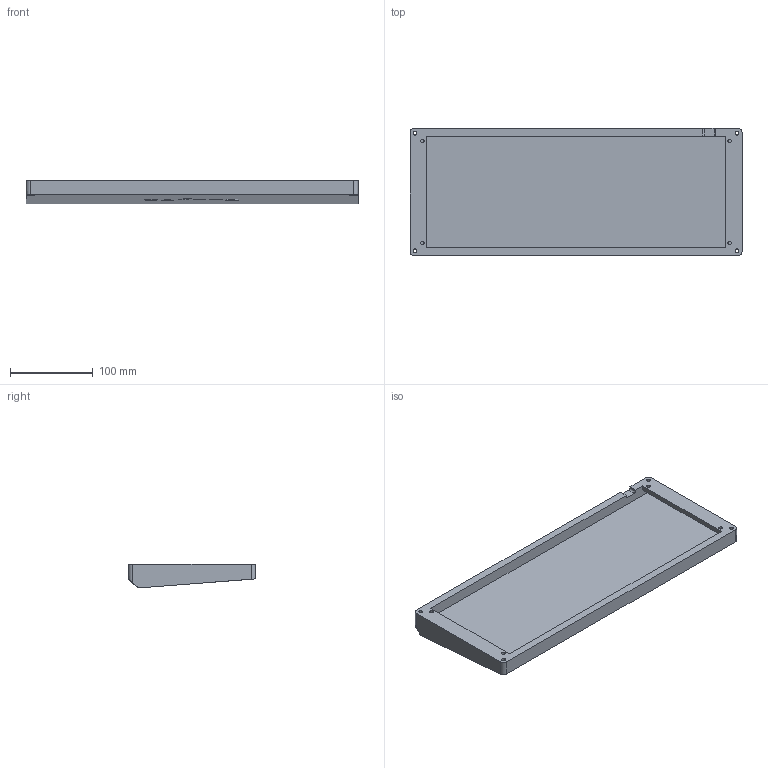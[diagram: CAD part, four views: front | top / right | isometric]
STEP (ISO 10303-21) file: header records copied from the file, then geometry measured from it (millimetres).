
FILE_DESCRIPTION(/* description */ ('STEP AP242','CAx-IF Rec.Pracs.---Representation and Presentation of Product Manufacturing Information (PMI)---4.0---2014-10-13','CAx-IF Rec.Pracs.---3D Tessellated Geometry---0.4---2014-09-14','2;1'),/* implementation_level */ '2;1');
FILE_NAME(/* name */ '68424beeca486b08203347af',/* time_stamp */ '2025-06-06T02:01:19Z',/* author */ (''),/* organization */ (''),/* preprocessor_version */ 'ST-DEVELOPER v20',/* originating_system */ 'ONSHAPE BY PTC INC, 1.198',/* authorisation */ ' ');
FILE_SCHEMA (('AP242_MANAGED_MODEL_BASED_3D_ENGINEERING_MIM_LF { 1 0 10303 442 1 1 4 }'));
Length unit declared in the file: metre
Products named in the file (1): Part 1
Bounding box: 402 x 154 x 29.05 mm (x, y, z)
Volume: 742308.9 mm3; surface area: 169733.6 mm2
Topology: 1 solids, 1 shells, 230 faces, 657 edges, 440 vertices
Faces by surface type: bspline 83, plane 77, cylinder 70
Entity records: 7881 total; most frequent: CARTESIAN_POINT 2241, ORIENTED_EDGE 1314, DIRECTION 933, EDGE_CURVE 657, VERTEX_POINT 440, LINE 345, VECTOR 345, AXIS2_PLACEMENT_3D 294
